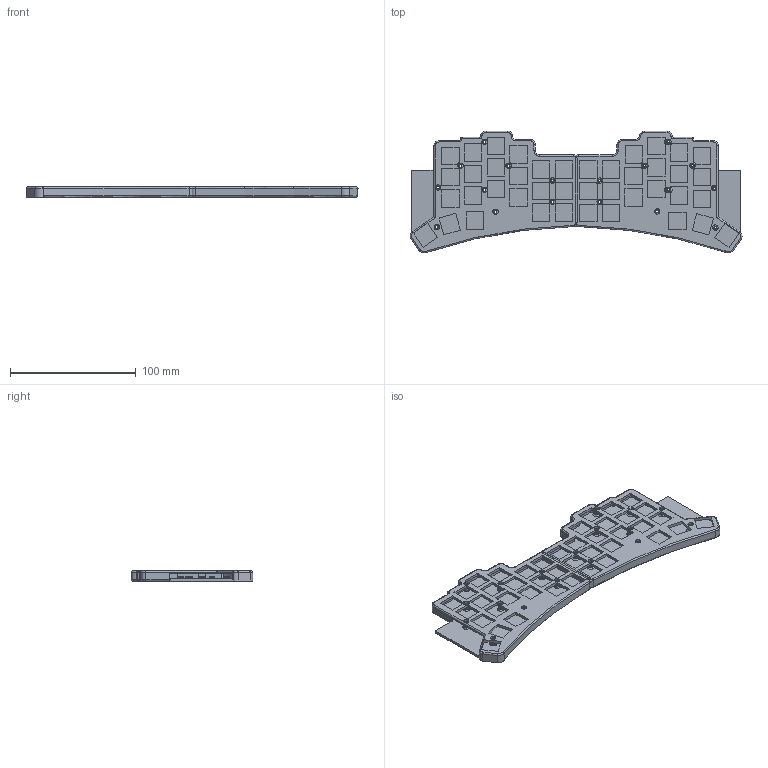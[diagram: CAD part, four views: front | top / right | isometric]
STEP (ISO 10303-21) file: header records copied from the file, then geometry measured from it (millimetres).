
FILE_DESCRIPTION(('FreeCAD Model'),'2;1');
FILE_NAME('Open CASCADE Shape Model','2024-10-05T20:07:38',('Author'),( ''),'Open CASCADE STEP processor 7.6','FreeCAD','Unknown');
FILE_SCHEMA(('AUTOMOTIVE_DESIGN { 1 0 10303 214 1 1 1 1 }'));
Length unit declared in the file: millimetre
Products named in the file (5): case_third; Body; Body001; Body002; Body003
Assembly tree (4 placements, depth 2):
  case_third
    Body
    Body001
    Body002
    Body003
Bounding box: 263.52 x 96.73 x 8 mm (x, y, z)
Volume: 64425.1 mm3; surface area: 69898.9 mm2
Topology: 4 solids, 4 shells, 656 faces, 1729 edges, 1103 vertices
Faces by surface type: plane 320, cylinder 260, torus 69, revolution 4, bspline 3
Full cylindrical faces by diameter (mm): 2 x10, 2.2 x8, 2.4 x18, 4 x18, 4.3 x11
Entity records: 20817 total; most frequent: CARTESIAN_POINT 3712, DIRECTION 3650, ORIENTED_EDGE 3440, EDGE_CURVE 1720, AXIS2_PLACEMENT_3D 1286, VERTEX_POINT 1099, LINE 1074, VECTOR 1074
